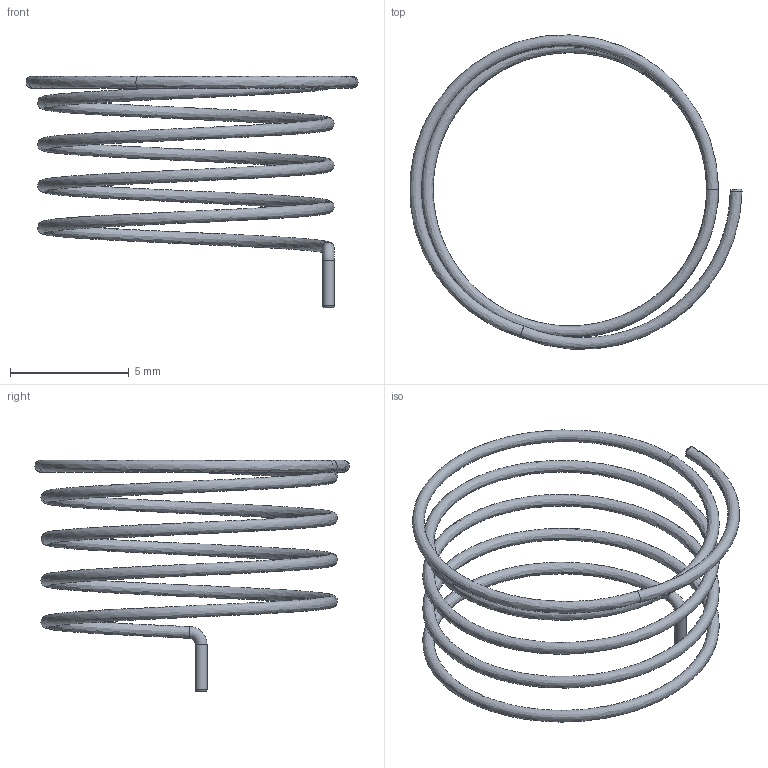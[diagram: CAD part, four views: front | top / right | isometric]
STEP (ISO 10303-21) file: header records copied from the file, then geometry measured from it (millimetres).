
FILE_DESCRIPTION(/* description */ (''),/* implementation_level */ '2;1');
FILE_NAME(/* name */ '触摸弹簧.step',/* time_stamp */ '2022-08-01T13:24:56+08:00',/* author */ (''),/* organization */ (''),/* preprocessor_version */ 'ST-DEVELOPER v19',/* originating_system */ 'Autodesk Translation Framework v11.7.0.108',/* authorisation */ '');
FILE_SCHEMA (('AUTOMOTIVE_DESIGN { 1 0 10303 214 3 1 1 }'));
Length unit declared in the file: millimetre
Products named in the file (2): 触摸弹簧; 零部件1
Assembly tree (1 placements, depth 2):
  触摸弹簧
    零部件1
Bounding box: 13.98 x 13.23 x 9.75 mm (x, y, z)
Volume: 38.1 mm3; surface area: 305.2 mm2
Topology: 1 solids, 1 shells, 9 faces, 22 edges, 15 vertices
Faces by surface type: bspline 4, torus 2, plane 2, cylinder 1
Full cylindrical faces by diameter (mm): 0.5 x1
Entity records: 1399 total; most frequent: CARTESIAN_POINT 1142, DIRECTION 47, ORIENTED_EDGE 44, AXIS2_PLACEMENT_3D 23, EDGE_CURVE 22, CIRCLE 15, VERTEX_POINT 15, FACE_OUTER_BOUND 9
